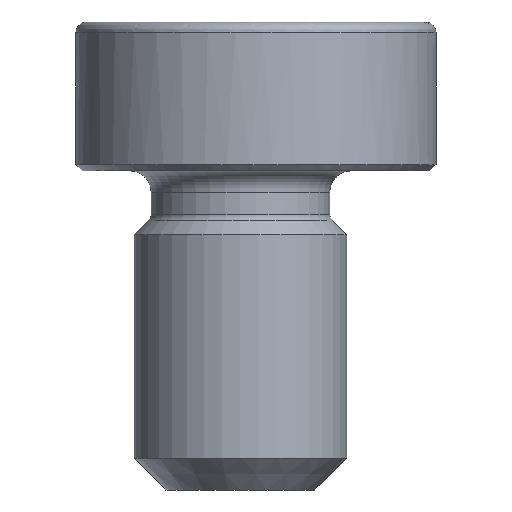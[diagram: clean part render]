
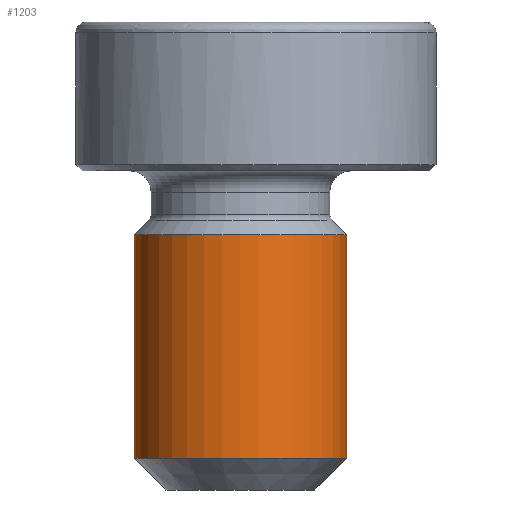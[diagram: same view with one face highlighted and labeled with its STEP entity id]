
A CAD part, front view. The second image highlights one B-rep face of the part: STEP entity #1203.
In plain terms, the highlighted cylindrical face has radius 5 mm (diameter 10 mm), a partial arc.
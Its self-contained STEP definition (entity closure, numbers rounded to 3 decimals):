
#46 = ORIENTED_EDGE ( 'NONE', *, *, #1737, .F. ) ;
#48 = CIRCLE ( 'NONE', #1428, 5. ) ;
#86 = DIRECTION ( 'NONE',  ( 1., 0., 0. ) ) ;
#94 = CARTESIAN_POINT ( 'NONE',  ( -5., 0., -13.5 ) ) ;
#148 = ORIENTED_EDGE ( 'NONE', *, *, #2025, .T. ) ;
#185 = CARTESIAN_POINT ( 'NONE',  ( 0., 0., -3. ) ) ;
#265 = CARTESIAN_POINT ( 'NONE',  ( 5., 0., -15. ) ) ;
#271 = DIRECTION ( 'NONE',  ( 0., 0., 1. ) ) ;
#321 = VECTOR ( 'NONE', #1306, 1000. ) ;
#410 = CARTESIAN_POINT ( 'NONE',  ( 5., 0., -13.5 ) ) ;
#413 = CARTESIAN_POINT ( 'NONE',  ( 0., 0., -15. ) ) ;
#595 = EDGE_CURVE ( 'NONE', #1626, #1366, #638, .T. ) ;
#638 = LINE ( 'NONE', #265, #756 ) ;
#747 = FACE_OUTER_BOUND ( 'NONE', #2012, .T. ) ;
#756 = VECTOR ( 'NONE', #1968, 1000. ) ;
#982 = DIRECTION ( 'NONE',  ( 0., 0., 1. ) ) ;
#1153 = LINE ( 'NONE', #1959, #321 ) ;
#1174 = CARTESIAN_POINT ( 'NONE',  ( 5., 0., -3. ) ) ;
#1203 = ADVANCED_FACE ( 'NONE', ( #747 ), #2106, .T. ) ;
#1234 = CARTESIAN_POINT ( 'NONE',  ( 0., 0., -13.5 ) ) ;
#1306 = DIRECTION ( 'NONE',  ( 0., 0., 1. ) ) ;
#1328 = DIRECTION ( 'NONE',  ( 1., 0., 0. ) ) ;
#1366 = VERTEX_POINT ( 'NONE', #1174 ) ;
#1390 = AXIS2_PLACEMENT_3D ( 'NONE', #1234, #1734, #1442 ) ;
#1428 = AXIS2_PLACEMENT_3D ( 'NONE', #185, #982, #1328 ) ;
#1431 = VERTEX_POINT ( 'NONE', #1661 ) ;
#1442 = DIRECTION ( 'NONE',  ( 1., 0., 0. ) ) ;
#1455 = ORIENTED_EDGE ( 'NONE', *, *, #595, .T. ) ;
#1610 = VERTEX_POINT ( 'NONE', #94 ) ;
#1626 = VERTEX_POINT ( 'NONE', #410 ) ;
#1654 = ORIENTED_EDGE ( 'NONE', *, *, #1899, .F. ) ;
#1661 = CARTESIAN_POINT ( 'NONE',  ( -5., 0., -3. ) ) ;
#1734 = DIRECTION ( 'NONE',  ( 0., 0., 1. ) ) ;
#1737 = EDGE_CURVE ( 'NONE', #1610, #1431, #1153, .T. ) ;
#1899 = EDGE_CURVE ( 'NONE', #1431, #1366, #48, .T. ) ;
#1911 = AXIS2_PLACEMENT_3D ( 'NONE', #413, #271, #86 ) ;
#1959 = CARTESIAN_POINT ( 'NONE',  ( -5., 0., -15. ) ) ;
#1968 = DIRECTION ( 'NONE',  ( 0., 0., 1. ) ) ;
#2012 = EDGE_LOOP ( 'NONE', ( #46, #148, #1455, #1654 ) ) ;
#2025 = EDGE_CURVE ( 'NONE', #1610, #1626, #2163, .T. ) ;
#2106 = CYLINDRICAL_SURFACE ( 'NONE', #1911, 5. ) ;
#2163 = CIRCLE ( 'NONE', #1390, 5. ) ;
